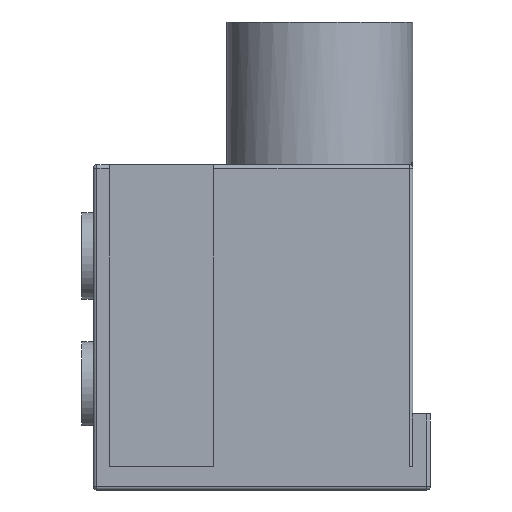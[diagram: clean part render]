
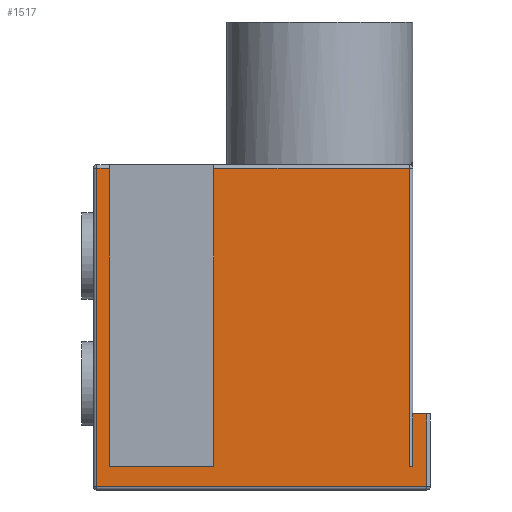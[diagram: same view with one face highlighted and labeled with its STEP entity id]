
A CAD part, left-side view. The second image highlights one B-rep face of the part: STEP entity #1517.
In plain terms, the highlighted planar face has unit normal (-1, 0, 0).
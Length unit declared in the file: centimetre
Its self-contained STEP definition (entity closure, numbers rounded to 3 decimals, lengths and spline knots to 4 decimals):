
#55=PLANE('',#1629);
#119=LINE('',#2559,#263);
#127=LINE('',#2575,#271);
#139=LINE('',#2706,#283);
#141=LINE('',#2709,#285);
#142=LINE('',#2711,#286);
#143=LINE('',#2713,#287);
#144=LINE('',#2715,#288);
#145=LINE('',#2717,#289);
#146=LINE('',#2719,#290);
#147=LINE('',#2721,#291);
#148=LINE('',#2723,#292);
#149=LINE('',#2725,#293);
#150=LINE('',#2727,#294);
#151=LINE('',#2729,#295);
#152=LINE('',#2730,#296);
#153=LINE('',#2731,#297);
#263=VECTOR('',#1782,0.01);
#271=VECTOR('',#1790,0.01);
#283=VECTOR('',#1814,0.63);
#285=VECTOR('',#1818,2.58);
#286=VECTOR('',#1819,0.03);
#287=VECTOR('',#1820,0.23);
#288=VECTOR('',#1821,2.72);
#289=VECTOR('',#1822,2.82);
#290=VECTOR('',#1823,0.62);
#291=VECTOR('',#1824,0.12);
#292=VECTOR('',#1825,0.45);
#293=VECTOR('',#1826,0.03);
#294=VECTOR('',#1827,2.55);
#295=VECTOR('',#1828,1.79);
#296=VECTOR('',#1829,0.03);
#297=VECTOR('',#1830,2.58);
#402=FACE_OUTER_BOUND('',#491,.T.);
#491=EDGE_LOOP('',(#1071,#1072,#1073,#1074,#1075,#1076,#1077,#1078,#1079,
#1080,#1081,#1082,#1083,#1084,#1085,#1086));
#675=VERTEX_POINT('',#2556);
#676=VERTEX_POINT('',#2558);
#683=VERTEX_POINT('',#2572);
#684=VERTEX_POINT('',#2574);
#696=VERTEX_POINT('',#2703);
#697=VERTEX_POINT('',#2705);
#698=VERTEX_POINT('',#2710);
#699=VERTEX_POINT('',#2712);
#700=VERTEX_POINT('',#2714);
#701=VERTEX_POINT('',#2716);
#702=VERTEX_POINT('',#2718);
#703=VERTEX_POINT('',#2720);
#704=VERTEX_POINT('',#2722);
#705=VERTEX_POINT('',#2724);
#706=VERTEX_POINT('',#2726);
#707=VERTEX_POINT('',#2728);
#813=EDGE_CURVE('',#676,#675,#119,.T.);
#821=EDGE_CURVE('',#684,#683,#127,.T.);
#837=EDGE_CURVE('',#697,#696,#139,.T.);
#839=EDGE_CURVE('',#676,#696,#141,.T.);
#840=EDGE_CURVE('',#698,#675,#142,.T.);
#841=EDGE_CURVE('',#699,#698,#143,.T.);
#842=EDGE_CURVE('',#700,#699,#144,.T.);
#843=EDGE_CURVE('',#701,#700,#145,.T.);
#844=EDGE_CURVE('',#702,#701,#146,.T.);
#845=EDGE_CURVE('',#702,#703,#147,.T.);
#846=EDGE_CURVE('',#704,#703,#148,.T.);
#847=EDGE_CURVE('',#704,#705,#149,.T.);
#848=EDGE_CURVE('',#706,#705,#150,.T.);
#849=EDGE_CURVE('',#707,#706,#151,.T.);
#850=EDGE_CURVE('',#707,#684,#152,.T.);
#851=EDGE_CURVE('',#697,#683,#153,.T.);
#1071=ORIENTED_EDGE('',*,*,#839,.F.);
#1072=ORIENTED_EDGE('',*,*,#813,.T.);
#1073=ORIENTED_EDGE('',*,*,#840,.F.);
#1074=ORIENTED_EDGE('',*,*,#841,.F.);
#1075=ORIENTED_EDGE('',*,*,#842,.F.);
#1076=ORIENTED_EDGE('',*,*,#843,.F.);
#1077=ORIENTED_EDGE('',*,*,#844,.F.);
#1078=ORIENTED_EDGE('',*,*,#845,.T.);
#1079=ORIENTED_EDGE('',*,*,#846,.F.);
#1080=ORIENTED_EDGE('',*,*,#847,.T.);
#1081=ORIENTED_EDGE('',*,*,#848,.F.);
#1082=ORIENTED_EDGE('',*,*,#849,.F.);
#1083=ORIENTED_EDGE('',*,*,#850,.T.);
#1084=ORIENTED_EDGE('',*,*,#821,.T.);
#1085=ORIENTED_EDGE('',*,*,#851,.F.);
#1086=ORIENTED_EDGE('',*,*,#837,.T.);
#1517=ADVANCED_FACE('',(#402),#55,.T.);
#1629=AXIS2_PLACEMENT_3D('',#2708,#1816,#1817);
#1782=DIRECTION('',(0.,1.,0.));
#1790=DIRECTION('',(0.,1.,0.));
#1814=DIRECTION('',(0.,1.,0.));
#1816=DIRECTION('center_axis',(-1.,0.,0.));
#1817=DIRECTION('ref_axis',(0.,0.,1.));
#1818=DIRECTION('',(0.,0.,-1.));
#1819=DIRECTION('',(0.,0.,1.));
#1820=DIRECTION('',(0.,-1.,0.));
#1821=DIRECTION('',(0.,0.,1.));
#1822=DIRECTION('',(0.,1.,0.));
#1823=DIRECTION('',(0.,0.,-1.));
#1824=DIRECTION('',(0.,1.,0.));
#1825=DIRECTION('',(0.,0.,1.));
#1826=DIRECTION('',(0.,1.,0.));
#1827=DIRECTION('',(0.,0.,-1.));
#1828=DIRECTION('',(0.,-1.,0.));
#1829=DIRECTION('',(0.,0.,1.));
#1830=DIRECTION('',(0.,0.,1.));
#2556=CARTESIAN_POINT('',(-2.7522,2.6669,2.58));
#2558=CARTESIAN_POINT('',(-2.7522,2.6569,2.58));
#2559=CARTESIAN_POINT('',(-2.7522,2.5044,2.58));
#2572=CARTESIAN_POINT('',(-2.7522,2.0269,2.58));
#2574=CARTESIAN_POINT('',(-2.7522,2.0169,2.58));
#2575=CARTESIAN_POINT('',(-2.7522,2.5044,2.58));
#2703=CARTESIAN_POINT('',(-2.7522,2.6569,0.));
#2705=CARTESIAN_POINT('',(-2.7522,2.0269,0.));
#2706=CARTESIAN_POINT('',(-2.7522,1.5182,0.));
#2708=CARTESIAN_POINT('Origin',(-2.7522,0.1969,0.));
#2709=CARTESIAN_POINT('',(-2.7522,2.6569,1.29));
#2710=CARTESIAN_POINT('',(-2.7522,2.6669,2.55));
#2711=CARTESIAN_POINT('',(-2.7522,2.6669,0.));
#2712=CARTESIAN_POINT('',(-2.7522,2.8969,2.55));
#2713=CARTESIAN_POINT('',(-2.7522,0.9144,2.55));
#2714=CARTESIAN_POINT('',(-2.7522,2.8969,-0.17));
#2715=CARTESIAN_POINT('',(-2.7522,2.8969,0.5579));
#2716=CARTESIAN_POINT('',(-2.7522,0.0769,-0.17));
#2717=CARTESIAN_POINT('',(-2.7522,0.7969,-0.17));
#2718=CARTESIAN_POINT('',(-2.7522,0.0769,0.45));
#2719=CARTESIAN_POINT('',(-2.7522,0.0769,-0.2));
#2720=CARTESIAN_POINT('',(-2.7522,0.1969,0.45));
#2721=CARTESIAN_POINT('',(-2.7522,0.1969,0.45));
#2722=CARTESIAN_POINT('',(-2.7522,0.1969,0.));
#2723=CARTESIAN_POINT('',(-2.7522,0.1969,0.));
#2724=CARTESIAN_POINT('',(-2.7522,0.2269,0.));
#2725=CARTESIAN_POINT('',(-2.7522,1.5182,0.));
#2726=CARTESIAN_POINT('',(-2.7522,0.2269,2.55));
#2727=CARTESIAN_POINT('',(-2.7522,0.2269,0.));
#2728=CARTESIAN_POINT('',(-2.7522,2.0169,2.55));
#2729=CARTESIAN_POINT('',(-2.7522,0.9144,2.55));
#2730=CARTESIAN_POINT('',(-2.7522,2.0169,0.));
#2731=CARTESIAN_POINT('',(-2.7522,2.0269,1.29));
